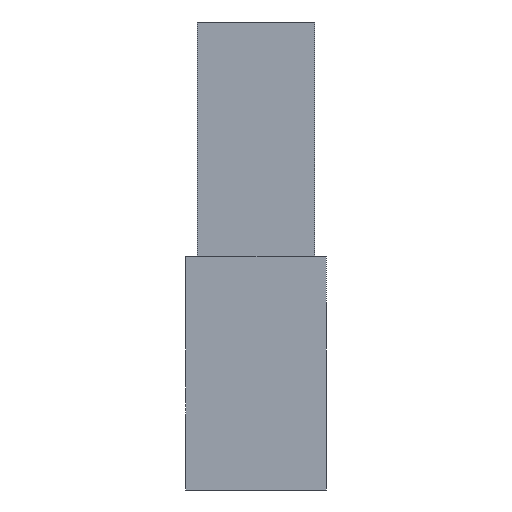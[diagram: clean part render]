
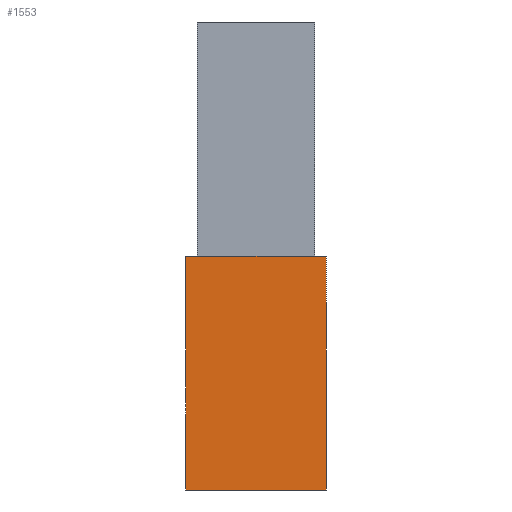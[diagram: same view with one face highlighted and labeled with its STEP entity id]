
A CAD part, left-side view. The second image highlights one B-rep face of the part: STEP entity #1553.
In plain terms, the highlighted planar face has unit normal (-1, 0, 0).
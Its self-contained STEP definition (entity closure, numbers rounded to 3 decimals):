
#201=PLANE('',#1629);
#288=FACE_OUTER_BOUND('',#386,.T.);
#386=EDGE_LOOP('',(#1417,#1418,#1419,#1420));
#479=LINE('',#3107,#584);
#495=LINE('',#3144,#600);
#496=LINE('',#3146,#601);
#497=LINE('',#3147,#602);
#584=VECTOR('',#1813,10.);
#600=VECTOR('',#1849,10.);
#601=VECTOR('',#1850,10.);
#602=VECTOR('',#1851,10.);
#762=VERTEX_POINT('',#3104);
#763=VERTEX_POINT('',#3106);
#774=VERTEX_POINT('',#3143);
#775=VERTEX_POINT('',#3145);
#979=EDGE_CURVE('',#762,#763,#479,.T.);
#997=EDGE_CURVE('',#762,#774,#495,.T.);
#998=EDGE_CURVE('',#775,#774,#496,.T.);
#999=EDGE_CURVE('',#763,#775,#497,.T.);
#1417=ORIENTED_EDGE('',*,*,#979,.F.);
#1418=ORIENTED_EDGE('',*,*,#997,.T.);
#1419=ORIENTED_EDGE('',*,*,#998,.F.);
#1420=ORIENTED_EDGE('',*,*,#999,.F.);
#1553=ADVANCED_FACE('',(#288),#201,.T.);
#1629=AXIS2_PLACEMENT_3D('',#3142,#1847,#1848);
#1813=DIRECTION('',(0.,1.,0.));
#1847=DIRECTION('center_axis',(-1.,0.,0.));
#1848=DIRECTION('ref_axis',(0.,-1.,0.));
#1849=DIRECTION('',(0.,0.,1.));
#1850=DIRECTION('',(0.,-1.,0.));
#1851=DIRECTION('',(0.,0.,1.));
#3104=CARTESIAN_POINT('',(-81.953,3.217,0.));
#3106=CARTESIAN_POINT('',(-81.953,9.217,0.));
#3107=CARTESIAN_POINT('',(-81.953,3.217,0.));
#3142=CARTESIAN_POINT('Origin',(-81.953,9.217,0.));
#3143=CARTESIAN_POINT('',(-81.953,3.217,10.));
#3144=CARTESIAN_POINT('',(-81.953,3.217,0.));
#3145=CARTESIAN_POINT('',(-81.953,9.217,10.));
#3146=CARTESIAN_POINT('',(-81.953,3.217,10.));
#3147=CARTESIAN_POINT('',(-81.953,9.217,0.));
